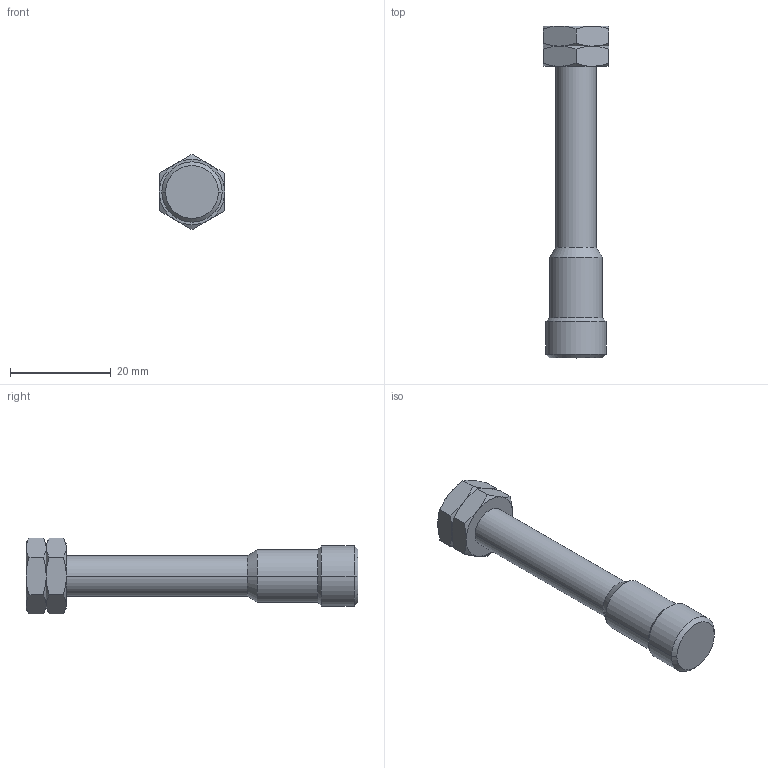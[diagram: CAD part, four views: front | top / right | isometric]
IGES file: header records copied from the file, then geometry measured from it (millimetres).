
Start section:  PTC IGES file: dw-as-509-m8-393.igs
Global section: file name: dw-as-509-m8-393.igs; native system:  by Parametric Technology Corporation; preprocessor: 2010230; organization: Unknown; date: 20110323.092320; units: millimetre
Bounding box: 13 x 66 x 15.01 mm (x, y, z)
Volume: 5026.4 mm3; surface area: 2386.7 mm2
Topology: 1 solids, 1 shells, 58 faces, 118 edges, 64 vertices
Faces by surface type: revolution 42, bspline 16
